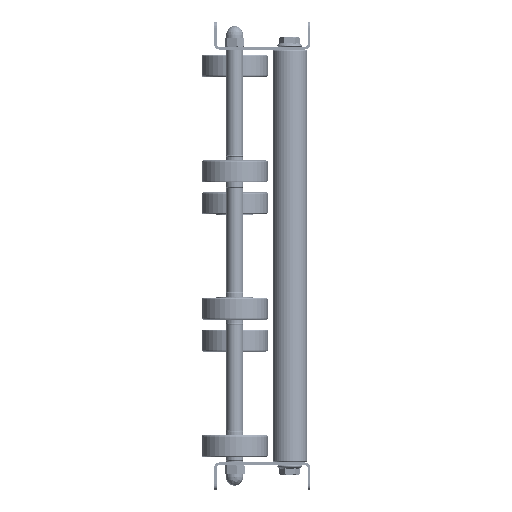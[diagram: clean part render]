
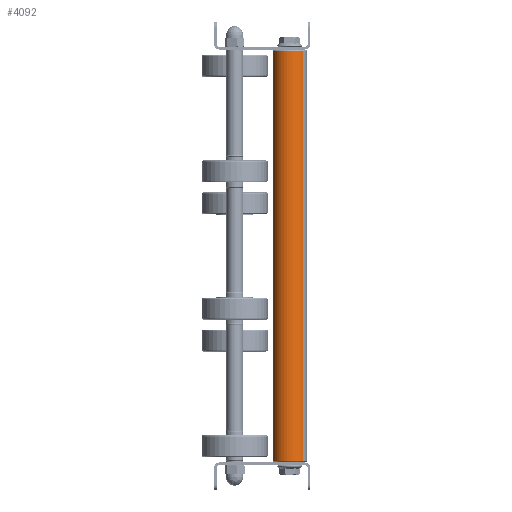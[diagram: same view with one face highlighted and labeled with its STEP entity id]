
A CAD part, left-side view. The second image highlights one B-rep face of the part: STEP entity #4092.
In plain terms, the highlighted cylindrical face has radius 12.5 mm (diameter 25 mm), a partial arc.
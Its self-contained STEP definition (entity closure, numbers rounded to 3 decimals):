
#70 = AXIS2_PLACEMENT_3D ( 'NONE', #5972, #17291, #19579 ) ;
#500 = DIRECTION ( 'NONE',  ( -1., 0., 0. ) ) ;
#528 = CARTESIAN_POINT ( 'NONE',  ( 299., 0., 12.5 ) ) ;
#693 = VERTEX_POINT ( 'NONE', #20840 ) ;
#2324 = ORIENTED_EDGE ( 'NONE', *, *, #15501, .F. ) ;
#2512 = DIRECTION ( 'NONE',  ( 0., 0., -1. ) ) ;
#2932 = CARTESIAN_POINT ( 'NONE',  ( 300., 0., 12.5 ) ) ;
#3220 = EDGE_CURVE ( 'NONE', #16585, #693, #21009, .T. ) ;
#3504 = ORIENTED_EDGE ( 'NONE', *, *, #26140, .T. ) ;
#3922 = CARTESIAN_POINT ( 'NONE',  ( 300., 0., -12.5 ) ) ;
#3930 = AXIS2_PLACEMENT_3D ( 'NONE', #4796, #11935, #2512 ) ;
#4092 = ADVANCED_FACE ( 'NONE', ( #24233 ), #19946, .T. ) ;
#4796 = CARTESIAN_POINT ( 'NONE',  ( 1., 0., 0. ) ) ;
#5670 = EDGE_LOOP ( 'NONE', ( #2324, #13698, #3504, #7489 ) ) ;
#5972 = CARTESIAN_POINT ( 'NONE',  ( 299., 0., 0. ) ) ;
#6051 = DIRECTION ( 'NONE',  ( 0., 0., 1. ) ) ;
#6211 = DIRECTION ( 'NONE',  ( -1., 0., 0. ) ) ;
#6298 = VECTOR ( 'NONE', #500, 1000. ) ;
#7002 = VERTEX_POINT ( 'NONE', #29463 ) ;
#7489 = ORIENTED_EDGE ( 'NONE', *, *, #3220, .T. ) ;
#7892 = CARTESIAN_POINT ( 'NONE',  ( 300., 0., 0. ) ) ;
#7950 = LINE ( 'NONE', #2932, #6298 ) ;
#11935 = DIRECTION ( 'NONE',  ( 1., 0., 0. ) ) ;
#13698 = ORIENTED_EDGE ( 'NONE', *, *, #28843, .T. ) ;
#14663 = CIRCLE ( 'NONE', #70, 12.5 ) ;
#15493 = DIRECTION ( 'NONE',  ( -1., 0., 0. ) ) ;
#15501 = EDGE_CURVE ( 'NONE', #7002, #693, #24852, .T. ) ;
#15654 = AXIS2_PLACEMENT_3D ( 'NONE', #7892, #15493, #6051 ) ;
#16585 = VERTEX_POINT ( 'NONE', #29683 ) ;
#17291 = DIRECTION ( 'NONE',  ( -1., 0., 0. ) ) ;
#17344 = VERTEX_POINT ( 'NONE', #528 ) ;
#19579 = DIRECTION ( 'NONE',  ( 0., 0., -1. ) ) ;
#19946 = CYLINDRICAL_SURFACE ( 'NONE', #15654, 12.5 ) ;
#20840 = CARTESIAN_POINT ( 'NONE',  ( 1., 0., -12.5 ) ) ;
#21009 = CIRCLE ( 'NONE', #3930, 12.5 ) ;
#24233 = FACE_OUTER_BOUND ( 'NONE', #5670, .T. ) ;
#24852 = LINE ( 'NONE', #3922, #27303 ) ;
#26140 = EDGE_CURVE ( 'NONE', #17344, #16585, #7950, .T. ) ;
#27303 = VECTOR ( 'NONE', #6211, 1000. ) ;
#28843 = EDGE_CURVE ( 'NONE', #7002, #17344, #14663, .T. ) ;
#29463 = CARTESIAN_POINT ( 'NONE',  ( 299., 0., -12.5 ) ) ;
#29683 = CARTESIAN_POINT ( 'NONE',  ( 1., 0., 12.5 ) ) ;
